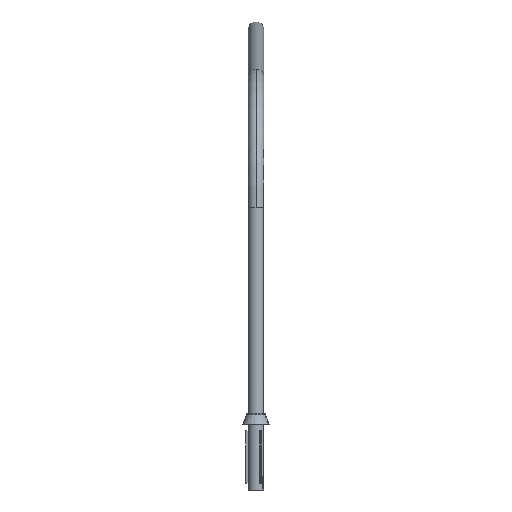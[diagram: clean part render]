
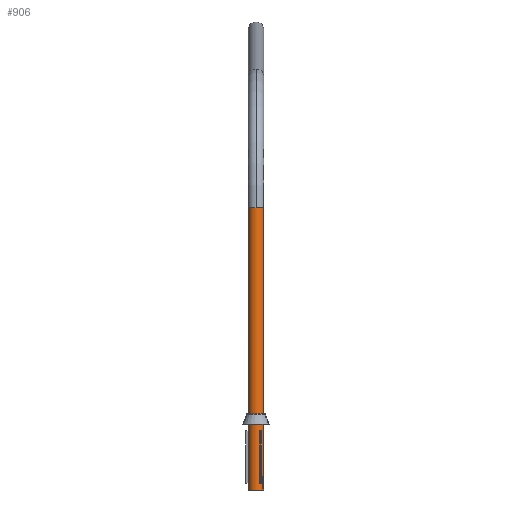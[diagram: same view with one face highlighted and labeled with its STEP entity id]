
A CAD part, left-side view. The second image highlights one B-rep face of the part: STEP entity #906.
In plain terms, the highlighted cylindrical face has radius 30.15 mm (diameter 60.3 mm), a partial arc.
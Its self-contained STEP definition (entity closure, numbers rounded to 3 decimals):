
#23 = EDGE_CURVE ( 'NONE', #1664, #1565, #970, .T. ) ;
#87 = EDGE_CURVE ( 'NONE', #892, #491, #173, .T. ) ;
#114 = CARTESIAN_POINT ( 'NONE',  ( -5.227, -196.97, 29.694 ) ) ;
#127 = CARTESIAN_POINT ( 'NONE',  ( 0., 823.113, -30.15 ) ) ;
#132 = CARTESIAN_POINT ( 'NONE',  ( -3.984, -195.444, 29.887 ) ) ;
#158 = DIRECTION ( 'NONE',  ( 0., 1., 0. ) ) ;
#173 = CIRCLE ( 'NONE', #1366, 30.15 ) ;
#202 = ORIENTED_EDGE ( 'NONE', *, *, #744, .T. ) ;
#211 = CIRCLE ( 'NONE', #1402, 30.15 ) ;
#281 = CARTESIAN_POINT ( 'NONE',  ( -3.683, -195.193, 29.926 ) ) ;
#294 = CARTESIAN_POINT ( 'NONE',  ( -4.901, -196.479, 29.749 ) ) ;
#297 = ORIENTED_EDGE ( 'NONE', *, *, #87, .F. ) ;
#311 = CARTESIAN_POINT ( 'NONE',  ( -5.411, -197.317, 29.661 ) ) ;
#315 = EDGE_CURVE ( 'NONE', #1857, #1660, #211, .T. ) ;
#319 = LINE ( 'NONE', #1928, #959 ) ;
#373 = ORIENTED_EDGE ( 'NONE', *, *, #492, .T. ) ;
#397 = CARTESIAN_POINT ( 'NONE',  ( 0., -250., -30.15 ) ) ;
#465 = CARTESIAN_POINT ( 'NONE',  ( -30.15, 823.113, 0. ) ) ;
#478 = CARTESIAN_POINT ( 'NONE',  ( -5.983, -199.206, 29.55 ) ) ;
#484 = DIRECTION ( 'NONE',  ( 0., 1., 0. ) ) ;
#491 = VERTEX_POINT ( 'NONE', #645 ) ;
#492 = EDGE_CURVE ( 'NONE', #1857, #1664, #678, .T. ) ;
#503 = EDGE_CURVE ( 'NONE', #1660, #1847, #319, .T. ) ;
#552 = ORIENTED_EDGE ( 'NONE', *, *, #315, .F. ) ;
#558 = VECTOR ( 'NONE', #1220, 1000. ) ;
#570 = CARTESIAN_POINT ( 'NONE',  ( 0., 0., 30.15 ) ) ;
#615 = CARTESIAN_POINT ( 'NONE',  ( -4.785, -196.321, 29.768 ) ) ;
#638 = DIRECTION ( 'NONE',  ( 0., -1., 0. ) ) ;
#640 = CARTESIAN_POINT ( 'NONE',  ( -0.198, -193.939, 30.15 ) ) ;
#645 = CARTESIAN_POINT ( 'NONE',  ( 0., 823.113, 30.15 ) ) ;
#671 = AXIS2_PLACEMENT_3D ( 'NONE', #982, #834, #1987 ) ;
#678 = LINE ( 'NONE', #1937, #1577 ) ;
#744 = EDGE_CURVE ( 'NONE', #1565, #491, #2025, .T. ) ;
#752 = FACE_OUTER_BOUND ( 'NONE', #1934, .T. ) ;
#758 = CARTESIAN_POINT ( 'NONE',  ( -3.032, -194.752, 29.999 ) ) ;
#774 = CARTESIAN_POINT ( 'NONE',  ( -6.022, -250., 29.542 ) ) ;
#783 = CARTESIAN_POINT ( 'NONE',  ( -6.022, -200., 29.542 ) ) ;
#793 = CARTESIAN_POINT ( 'NONE',  ( -1.95, -194.253, 30.089 ) ) ;
#834 = DIRECTION ( 'NONE',  ( 0., 1., 0. ) ) ;
#892 = VERTEX_POINT ( 'NONE', #465 ) ;
#906 = ADVANCED_FACE ( 'NONE', ( #752 ), #1566, .T. ) ;
#932 = CARTESIAN_POINT ( 'NONE',  ( -0.991, -194.019, 30.134 ) ) ;
#942 = CARTESIAN_POINT ( 'NONE',  ( -6.022, -199.599, 29.542 ) ) ;
#959 = VECTOR ( 'NONE', #967, 1000. ) ;
#967 = DIRECTION ( 'NONE',  ( 0., 1., 0. ) ) ;
#970 = B_SPLINE_CURVE_WITH_KNOTS ( 'NONE', 3,
 ( #783, #942, #478, #2070, #1759, #1572, #1422, #311, #114, #294, #615, #1597, #1888, #132, #281, #758, #1255, #793, #1604, #932, #1430, #1443, #640, #1117 ),
 .UNSPECIFIED., .F., .F.,
 ( 4, 2, 2, 2, 2, 2, 2, 2, 2, 2, 2, 4 ),
 ( 0., 0.001, 0.002, 0.002, 0.004, 0.004, 0.005, 0.006, 0.007, 0.008, 0.009, 0.009 ),
 .UNSPECIFIED. ) ;
#982 = CARTESIAN_POINT ( 'NONE',  ( 0., 823.113, 0. ) ) ;
#1117 = CARTESIAN_POINT ( 'NONE',  ( 0., -193.939, 30.15 ) ) ;
#1220 = DIRECTION ( 'NONE',  ( 0., 1., 0. ) ) ;
#1240 = DIRECTION ( 'NONE',  ( 0., 1., 0. ) ) ;
#1255 = CARTESIAN_POINT ( 'NONE',  ( -2.678, -194.56, 30.033 ) ) ;
#1273 = AXIS2_PLACEMENT_3D ( 'NONE', #2042, #1240, #1883 ) ;
#1286 = CARTESIAN_POINT ( 'NONE',  ( 0., -193.939, 30.15 ) ) ;
#1296 = DIRECTION ( 'NONE',  ( -1., 0., 0. ) ) ;
#1366 = AXIS2_PLACEMENT_3D ( 'NONE', #1808, #158, #1296 ) ;
#1402 = AXIS2_PLACEMENT_3D ( 'NONE', #1872, #638, #2056 ) ;
#1422 = CARTESIAN_POINT ( 'NONE',  ( -5.639, -197.868, 29.618 ) ) ;
#1430 = CARTESIAN_POINT ( 'NONE',  ( -0.792, -193.988, 30.14 ) ) ;
#1443 = CARTESIAN_POINT ( 'NONE',  ( -0.396, -193.949, 30.148 ) ) ;
#1470 = ORIENTED_EDGE ( 'NONE', *, *, #23, .T. ) ;
#1565 = VERTEX_POINT ( 'NONE', #1286 ) ;
#1566 = CYLINDRICAL_SURFACE ( 'NONE', #1273, 30.15 ) ;
#1572 = CARTESIAN_POINT ( 'NONE',  ( -5.706, -198.057, 29.605 ) ) ;
#1577 = VECTOR ( 'NONE', #484, 1000. ) ;
#1597 = CARTESIAN_POINT ( 'NONE',  ( -4.535, -196.014, 29.807 ) ) ;
#1604 = CARTESIAN_POINT ( 'NONE',  ( -1.574, -194.137, 30.111 ) ) ;
#1660 = VERTEX_POINT ( 'NONE', #397 ) ;
#1664 = VERTEX_POINT ( 'NONE', #1701 ) ;
#1701 = CARTESIAN_POINT ( 'NONE',  ( -6.022, -200., 29.542 ) ) ;
#1742 = ORIENTED_EDGE ( 'NONE', *, *, #2063, .F. ) ;
#1759 = CARTESIAN_POINT ( 'NONE',  ( -5.821, -198.436, 29.583 ) ) ;
#1783 = CIRCLE ( 'NONE', #671, 30.15 ) ;
#1808 = CARTESIAN_POINT ( 'NONE',  ( 0., 823.113, 0. ) ) ;
#1847 = VERTEX_POINT ( 'NONE', #127 ) ;
#1857 = VERTEX_POINT ( 'NONE', #774 ) ;
#1872 = CARTESIAN_POINT ( 'NONE',  ( 0., -250., 0. ) ) ;
#1883 = DIRECTION ( 'NONE',  ( 0., 0., 1. ) ) ;
#1888 = CARTESIAN_POINT ( 'NONE',  ( -4.401, -195.865, 29.827 ) ) ;
#1928 = CARTESIAN_POINT ( 'NONE',  ( 0., 0., -30.15 ) ) ;
#1934 = EDGE_LOOP ( 'NONE', ( #2085, #552, #373, #1470, #202, #297, #1742 ) ) ;
#1937 = CARTESIAN_POINT ( 'NONE',  ( -6.022, 0., 29.542 ) ) ;
#1987 = DIRECTION ( 'NONE',  ( -1., 0., 0. ) ) ;
#2025 = LINE ( 'NONE', #570, #558 ) ;
#2042 = CARTESIAN_POINT ( 'NONE',  ( 0., 0., 0. ) ) ;
#2056 = DIRECTION ( 'NONE',  ( 1., 0., 0. ) ) ;
#2063 = EDGE_CURVE ( 'NONE', #1847, #892, #1783, .T. ) ;
#2070 = CARTESIAN_POINT ( 'NONE',  ( -5.868, -198.627, 29.573 ) ) ;
#2085 = ORIENTED_EDGE ( 'NONE', *, *, #503, .F. ) ;
